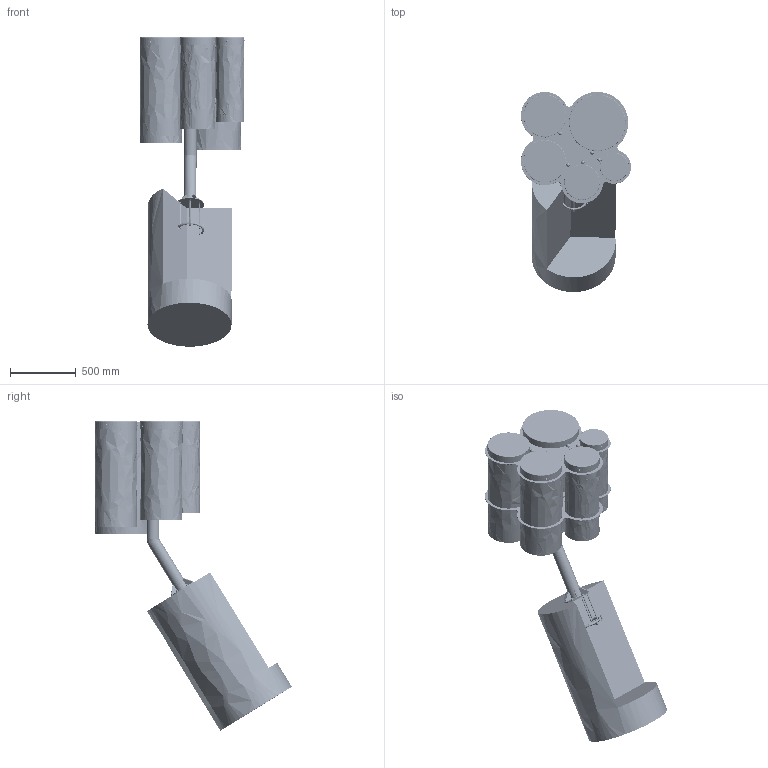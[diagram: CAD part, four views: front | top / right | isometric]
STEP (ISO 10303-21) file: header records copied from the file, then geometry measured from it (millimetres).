
FILE_DESCRIPTION(('FreeCAD Model'),'2;1');
FILE_NAME('Open CASCADE Shape Model','2025-04-30T23:47:07',('FreeCAD'),( 'FreeCAD'),'Open CASCADE STEP processor 7.6','FreeCAD','Unknown');
FILE_SCHEMA(('AUTOMOTIVE_DESIGN { 1 0 10303 214 1 1 1 1 }'));
Products named in the file (1): Open CASCADE STEP translator 7.6 1
Bounding box: 836.2 x 1518.26 x 2351.49 mm (x, y, z)
Volume: 235126131.4 mm3; surface area: 14092952.6 mm2
Topology: 253 solids, 253 shells, 4958 faces, 12146 edges, 7644 vertices
Faces by surface type: bspline 4958
Entity records: 457004 total; most frequent: CARTESIAN_POINT 389277, ORIENTED_EDGE 24040, EDGE_CURVE 12020, VERTEX_POINT 7644, B_SPLINE_CURVE_WITH_KNOTS 6387, FACE_BOUND 5364, EDGE_LOOP 5364, ADVANCED_FACE 4958
